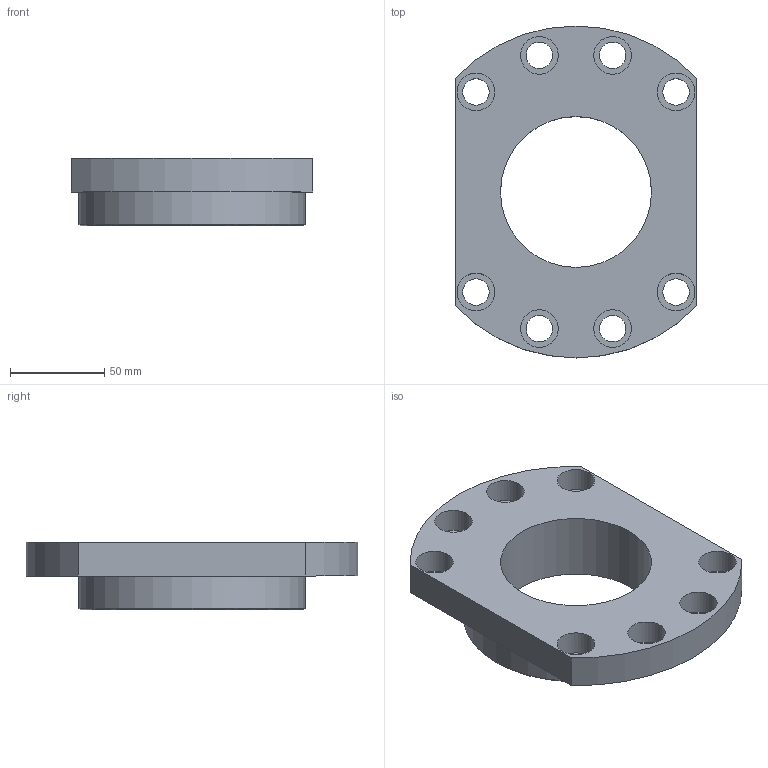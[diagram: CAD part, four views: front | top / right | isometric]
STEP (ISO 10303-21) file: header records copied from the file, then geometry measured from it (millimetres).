
FILE_DESCRIPTION (( 'STEP AP203' ), '1' );
FILE_NAME ('FF 40DS.STEP', '2014-10-30T03:00:27', ( 'john' ), ( '' ), 'SwSTEP 2.0', 'SolidWorks 2013', '' );
FILE_SCHEMA (( 'CONFIG_CONTROL_DESIGN' ));
Length unit declared in the file: millimetre
Products named in the file (1): FF 40DS
Bounding box: 128 x 176 x 36 mm (x, y, z)
Volume: 349785.4 mm3; surface area: 61584.6 mm2
Topology: 1 solids, 1 shells, 34 faces, 76 edges, 53 vertices
Faces by surface type: cylinder 20, plane 13, cone 1
Full cylindrical faces by diameter (mm): 14 x8, 20 x8, 80 x1, 120 x1
Entity records: 923 total; most frequent: DIRECTION 160, CARTESIAN_POINT 129, ORIENTED_EDGE 98, EDGE_LOOP 80, AXIS2_PLACEMENT_3D 76, FACE_OUTER_BOUND 52, EDGE_CURVE 49, VERTEX_POINT 45
